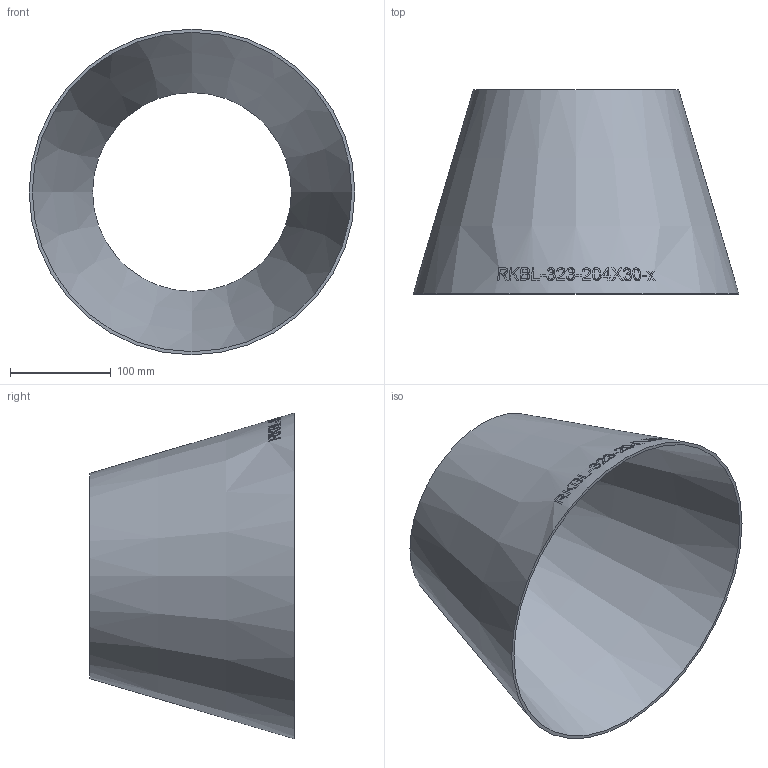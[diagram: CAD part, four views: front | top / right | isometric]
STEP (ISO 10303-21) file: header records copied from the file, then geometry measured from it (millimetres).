
FILE_DESCRIPTION (( 'STEP AP214' ), '1' );
FILE_NAME ('RKBL-323-204X30-x Reduzierung aus Blech ISO-sonstige 2007.STEP', '2020-07-14T11:37:14', ( '' ), ( '' ), 'SwSTEP 2.0', 'SolidWorks 2019', '' );
FILE_SCHEMA (( 'AUTOMOTIVE_DESIGN' ));
Length unit declared in the file: millimetre
Products named in the file (1): RKBL-323-204X30-x Reduzierung aus Blech ISO-sonstige 2007
Bounding box: 323.9 x 203 x 323.9 mm (x, y, z)
Volume: 519465 mm3; surface area: 352018.2 mm2
Topology: 1 solids, 1 shells, 237 faces, 636 edges, 424 vertices
Faces by surface type: bspline 210, cone 25, plane 2
Entity records: 40368 total; most frequent: CARTESIAN_POINT 33775, ORIENTED_EDGE 1268, EDGE_CURVE 634, B_SPLINE_CURVE_WITH_KNOTS 630, VERTEX_POINT 424, EDGE_LOOP 264, FACE_OUTER_BOUND 237, ADVANCED_FACE 237
